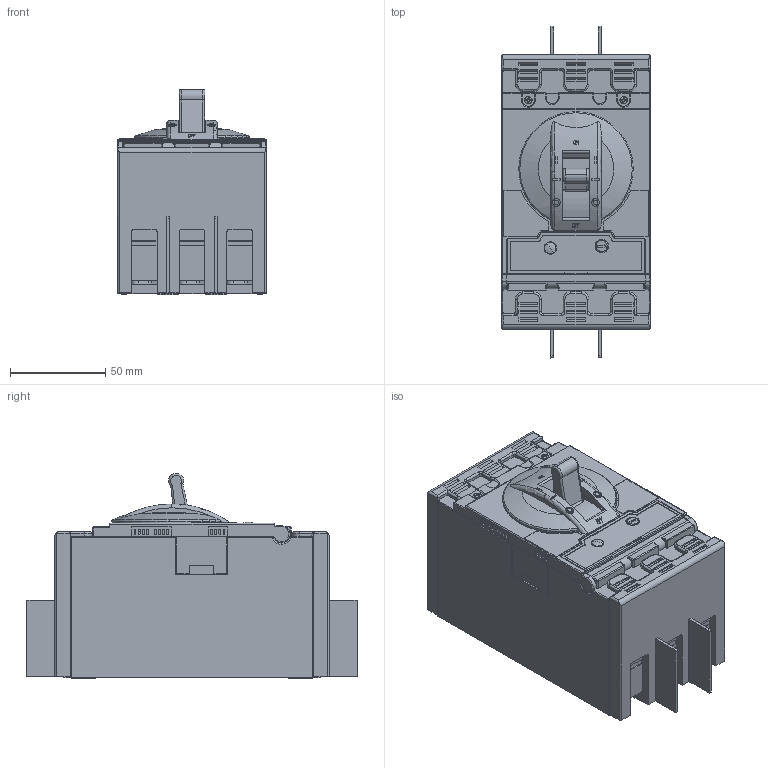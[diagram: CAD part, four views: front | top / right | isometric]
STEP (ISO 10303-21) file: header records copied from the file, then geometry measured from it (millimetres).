
FILE_DESCRIPTION (( 'STEP AP203' ), '1' );
FILE_NAME ('Ñáîðêà23.STEP', '2023-11-13T11:56:39', ( '' ), ( '' ), 'SwSTEP 2.0', 'SolidWorks 2022', '' );
FILE_SCHEMA (( 'CONFIG_CONTROL_DESIGN' ));
Length unit declared in the file: millimetre
Products named in the file (2): Сборка23; AR-MCCB-3S-035-0025A-ATUC ARMAT Авт. выкл. лит. корпус 3P S 35кА 25А ТМ рег. IEK
Assembly tree (1 placements, depth 2):
  Сборка23
    AR-MCCB-3S-035-0025A-ATUC ARMAT Авт. выкл. лит. корпус 3P S 35кА 25А ТМ рег. IEK
Bounding box: 78 x 174 x 107.53 mm (x, y, z)
Volume: 822751.6 mm3; surface area: 123292.8 mm2
Topology: 1 solids, 23 shells, 2258 faces, 6090 edges, 3894 vertices
Faces by surface type: plane 1272, cylinder 720, torus 101, bspline 71, sphere 53, cone 41
Entity records: 74913 total; most frequent: CARTESIAN_POINT 17853, ORIENTED_EDGE 12088, DIRECTION 11800, EDGE_CURVE 6044, AXIS2_PLACEMENT_3D 3966, VERTEX_POINT 3893, VECTOR 3868, LINE 3868
